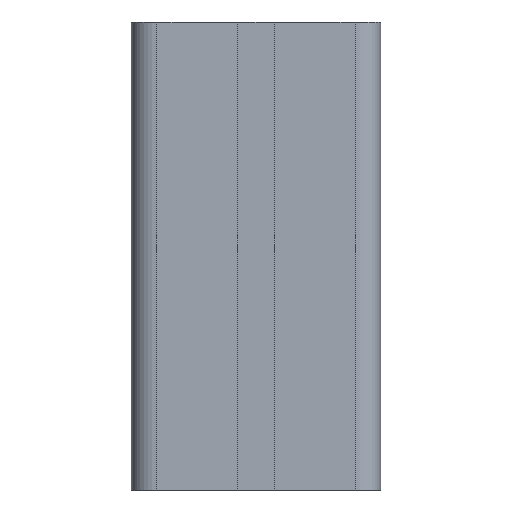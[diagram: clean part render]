
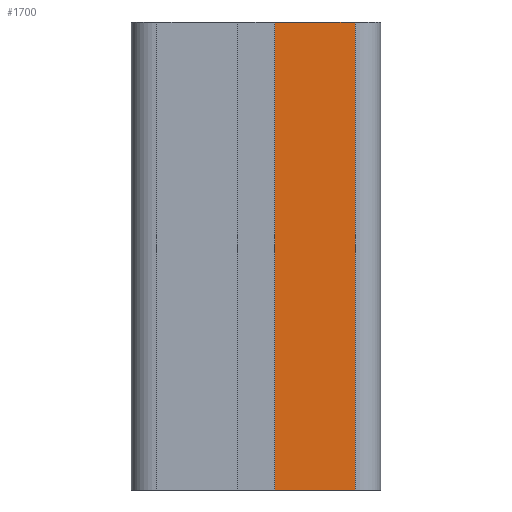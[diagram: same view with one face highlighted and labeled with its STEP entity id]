
A CAD part, front view. The second image highlights one B-rep face of the part: STEP entity #1700.
In plain terms, the highlighted planar face has unit normal (0, -1, 0).
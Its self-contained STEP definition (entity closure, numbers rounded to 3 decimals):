
#34=LINE('',#2322,#134);
#80=LINE('',#2432,#180);
#81=LINE('',#2434,#181);
#82=LINE('',#2436,#182);
#134=VECTOR('',#1991,1000.);
#180=VECTOR('',#2089,1000.);
#181=VECTOR('',#2092,1000.);
#182=VECTOR('',#2093,1000.);
#252=PLANE('',#1819);
#428=ORIENTED_EDGE('',*,*,#663,.T.);
#429=ORIENTED_EDGE('',*,*,#664,.T.);
#430=ORIENTED_EDGE('',*,*,#665,.F.);
#431=ORIENTED_EDGE('',*,*,#610,.F.);
#610=EDGE_CURVE('',#756,#757,#34,.T.);
#663=EDGE_CURVE('',#756,#794,#80,.T.);
#664=EDGE_CURVE('',#794,#795,#81,.T.);
#665=EDGE_CURVE('',#757,#795,#82,.T.);
#756=VERTEX_POINT('',#2321);
#757=VERTEX_POINT('',#2323);
#794=VERTEX_POINT('',#2431);
#795=VERTEX_POINT('',#2435);
#942=EDGE_LOOP('',(#428,#429,#430,#431));
#1056=FACE_BOUND('',#942,.T.);
#1700=ADVANCED_FACE('',(#1056),#252,.T.);
#1819=AXIS2_PLACEMENT_3D('',#2433,#2090,#2091);
#1991=DIRECTION('',(-1.,0.,0.));
#2089=DIRECTION('',(0.,0.,1.));
#2090=DIRECTION('',(0.,-1.,0.));
#2091=DIRECTION('',(0.,0.,-1.));
#2092=DIRECTION('',(-1.,0.,0.));
#2093=DIRECTION('',(0.,0.,1.));
#2321=CARTESIAN_POINT('',(31.75,-40.,0.));
#2322=CARTESIAN_POINT('',(31.75,-40.,0.));
#2323=CARTESIAN_POINT('',(6.,-40.,0.));
#2431=CARTESIAN_POINT('',(31.75,-40.,150.));
#2432=CARTESIAN_POINT('',(31.75,-40.,0.));
#2433=CARTESIAN_POINT('',(31.75,-40.,0.));
#2434=CARTESIAN_POINT('',(31.75,-40.,150.));
#2435=CARTESIAN_POINT('',(6.,-40.,150.));
#2436=CARTESIAN_POINT('',(6.,-40.,0.));
